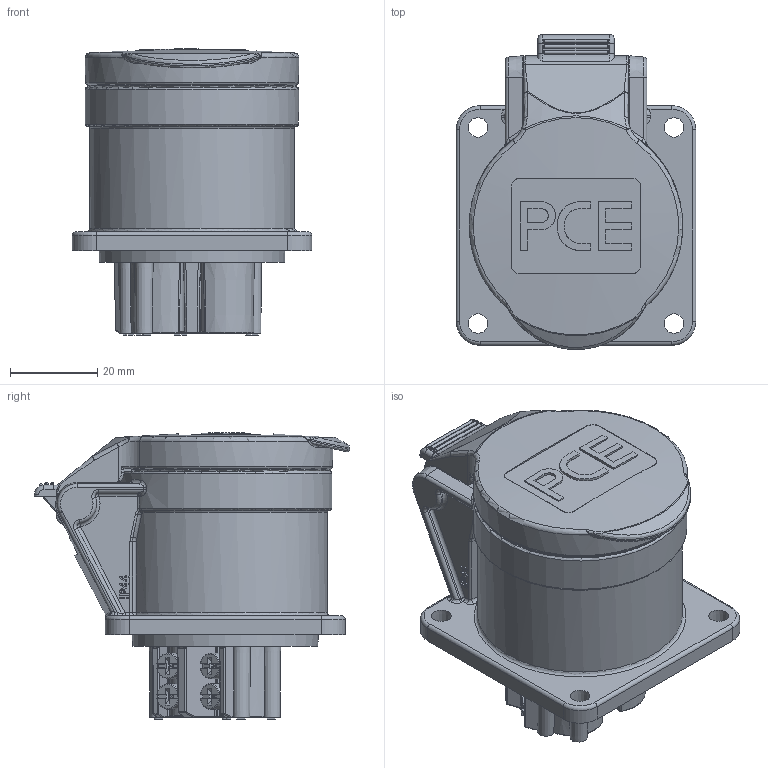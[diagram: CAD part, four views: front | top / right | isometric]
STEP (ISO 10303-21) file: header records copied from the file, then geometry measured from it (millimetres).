
FILE_DESCRIPTION (( 'STEP AP203' ), '1' );
FILE_NAME ('ELV socket IP44 3p 55x55 (45x45).STEP', '2017-12-20T13:10:14', ( '' ), ( '' ), 'SwSTEP 2.0', 'SolidWorks 2016', '' );
FILE_SCHEMA (( 'CONFIG_CONTROL_DESIGN' ));
Length unit declared in the file: millimetre
Products named in the file (1): ELV socket IP44 3p 55x55 (45x45)
Bounding box: 55 x 72.35 x 65.67 mm (x, y, z)
Volume: 110866.6 mm3; surface area: 22866.8 mm2
Topology: 1 solids, 1 shells, 1259 faces, 3132 edges, 1897 vertices
Faces by surface type: plane 477, cylinder 331, bspline 286, torus 78, cone 52, sphere 35
Full cylindrical faces by diameter (mm): 5 x6, 5.9 x3, 10 x3
Entity records: 46087 total; most frequent: CARTESIAN_POINT 19588, ORIENTED_EDGE 6058, DIRECTION 4697, EDGE_CURVE 3029, VERTEX_POINT 1861, AXIS2_PLACEMENT_3D 1736, EDGE_LOOP 1360, FACE_OUTER_BOUND 1276
